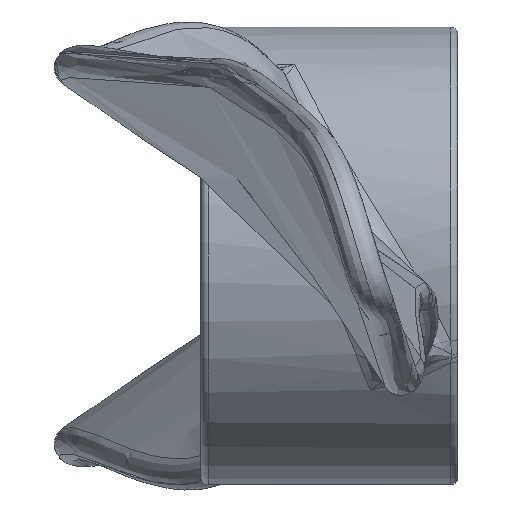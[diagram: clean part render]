
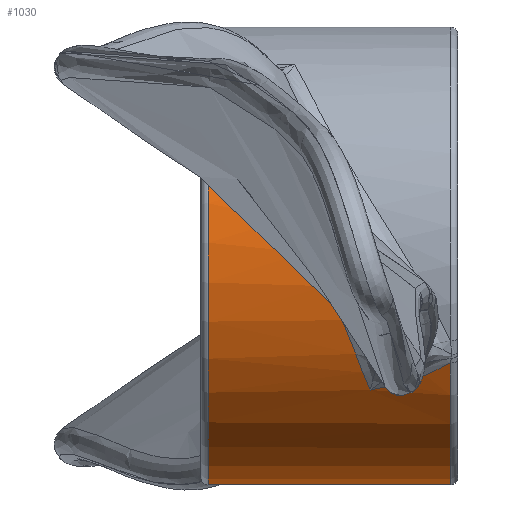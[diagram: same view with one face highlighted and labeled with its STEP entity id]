
A CAD part, left-side view. The second image highlights one B-rep face of the part: STEP entity #1030.
In plain terms, the highlighted cylindrical face has radius 6.25 mm (diameter 12.5 mm), a partial arc.
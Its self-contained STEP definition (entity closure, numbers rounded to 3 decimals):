
#117=B_SPLINE_CURVE_WITH_KNOTS('',3,(#2483,#2484,#2485,#2486,#2487,#2488,
#2489,#2490,#2491,#2492,#2493,#2494,#2495,#2496,#2497,#2498,#2499,#2500,
#2501,#2502),.UNSPECIFIED.,.F.,.F.,(4,2,2,2,2,2,2,2,2,4),(-0.983,
-0.894,-0.805,-0.718,-0.629,
-0.448,-0.249,-0.224,-0.046,
-0.039),.UNSPECIFIED.);
#118=B_SPLINE_CURVE_WITH_KNOTS('',3,(#2504,#2505,#2506,#2507,#2508,#2509,
#2510,#2511),.UNSPECIFIED.,.F.,.F.,(4,2,2,4),(-0.05,-0.046,
-0.001,0.039),.UNSPECIFIED.);
#123=B_SPLINE_CURVE_WITH_KNOTS('',3,(#2556,#2557,#2558,#2559),
 .UNSPECIFIED.,.F.,.F.,(4,4),(-0.079,0.042),
 .UNSPECIFIED.);
#124=B_SPLINE_CURVE_WITH_KNOTS('',3,(#2560,#2561,#2562,#2563),
 .UNSPECIFIED.,.F.,.F.,(4,4),(-0.196,-0.079),
 .UNSPECIFIED.);
#125=B_SPLINE_CURVE_WITH_KNOTS('',3,(#2565,#2566,#2567,#2568,#2569),
 .UNSPECIFIED.,.F.,.F.,(4,1,4),(-0.426,-0.283,-0.185),
 .UNSPECIFIED.);
#126=B_SPLINE_CURVE_WITH_KNOTS('',3,(#2570,#2571,#2572,#2573,#2574,#2575,
#2576,#2577,#2578,#2579,#2580,#2581,#2582,#2583,#2584,#2585,#2586,#2587,
#2588,#2589,#2590,#2591),.UNSPECIFIED.,.F.,.F.,(4,2,2,2,2,2,2,2,2,2,4),
(0.137,0.182,0.278,0.462,
0.633,0.717,0.801,0.886,
0.975,1.178,1.182),.UNSPECIFIED.);
#182=CYLINDRICAL_SURFACE('',#1137,6.25);
#213=FACE_OUTER_BOUND('',#282,.T.);
#282=EDGE_LOOP('',(#812,#813,#814,#815,#816,#817,#818,#819));
#343=CIRCLE('',#1112,6.25);
#360=CIRCLE('',#1133,6.25);
#408=VERTEX_POINT('',#1461);
#409=VERTEX_POINT('',#1468);
#434=VERTEX_POINT('',#2065);
#437=VERTEX_POINT('',#2070);
#449=VERTEX_POINT('',#2482);
#450=VERTEX_POINT('',#2503);
#454=VERTEX_POINT('',#2555);
#455=VERTEX_POINT('',#2564);
#521=EDGE_CURVE('',#409,#408,#343,.T.);
#561=EDGE_CURVE('',#437,#434,#360,.T.);
#581=EDGE_CURVE('',#434,#449,#117,.T.);
#582=EDGE_CURVE('',#450,#449,#118,.T.);
#587=EDGE_CURVE('',#454,#409,#123,.T.);
#588=EDGE_CURVE('',#450,#454,#124,.T.);
#589=EDGE_CURVE('',#455,#437,#125,.T.);
#590=EDGE_CURVE('',#408,#455,#126,.T.);
#812=ORIENTED_EDGE('',*,*,#521,.F.);
#813=ORIENTED_EDGE('',*,*,#587,.F.);
#814=ORIENTED_EDGE('',*,*,#588,.F.);
#815=ORIENTED_EDGE('',*,*,#582,.T.);
#816=ORIENTED_EDGE('',*,*,#581,.F.);
#817=ORIENTED_EDGE('',*,*,#561,.F.);
#818=ORIENTED_EDGE('',*,*,#589,.F.);
#819=ORIENTED_EDGE('',*,*,#590,.F.);
#1030=ADVANCED_FACE('',(#213),#182,.T.);
#1112=AXIS2_PLACEMENT_3D('',#1470,#1226,#1227);
#1133=AXIS2_PLACEMENT_3D('',#2072,#1268,#1269);
#1137=AXIS2_PLACEMENT_3D('',#2554,#1276,#1277);
#1226=DIRECTION('center_axis',(0.,1.,0.));
#1227=DIRECTION('ref_axis',(-0.773,0.,-0.634));
#1268=DIRECTION('center_axis',(0.,-1.,0.));
#1269=DIRECTION('ref_axis',(0.446,0.,-0.895));
#1276=DIRECTION('center_axis',(0.,1.,0.));
#1277=DIRECTION('ref_axis',(-0.187,0.,-0.982));
#1461=CARTESIAN_POINT('',(-4.557,6.8,4.278));
#1468=CARTESIAN_POINT('',(3.698,6.8,-5.039));
#1470=CARTESIAN_POINT('Origin',(0.,6.8,0.));
#2065=CARTESIAN_POINT('',(5.809,0.2,2.307));
#2070=CARTESIAN_POINT('',(-5.531,0.2,-2.91));
#2072=CARTESIAN_POINT('Origin',(0.,0.2,0.));
#2482=CARTESIAN_POINT('',(4.046,4.19,-4.763));
#2483=CARTESIAN_POINT('Ctrl Pts',(5.809,0.2,2.307));
#2484=CARTESIAN_POINT('Ctrl Pts',(5.902,0.305,2.071));
#2485=CARTESIAN_POINT('Ctrl Pts',(5.98,0.42,1.833));
#2486=CARTESIAN_POINT('Ctrl Pts',(6.106,0.664,1.357));
#2487=CARTESIAN_POINT('Ctrl Pts',(6.154,0.792,1.119));
#2488=CARTESIAN_POINT('Ctrl Pts',(6.221,1.056,0.646));
#2489=CARTESIAN_POINT('Ctrl Pts',(6.241,1.192,0.411));
#2490=CARTESIAN_POINT('Ctrl Pts',(6.254,1.471,-0.059));
#2491=CARTESIAN_POINT('Ctrl Pts',(6.247,1.614,-0.294));
#2492=CARTESIAN_POINT('Ctrl Pts',(6.187,2.053,-1.007));
#2493=CARTESIAN_POINT('Ctrl Pts',(6.091,2.352,-1.481));
#2494=CARTESIAN_POINT('Ctrl Pts',(5.774,2.946,-2.452));
#2495=CARTESIAN_POINT('Ctrl Pts',(5.539,3.237,-2.948));
#2496=CARTESIAN_POINT('Ctrl Pts',(5.195,3.524,-3.476));
#2497=CARTESIAN_POINT('Ctrl Pts',(5.155,3.555,-3.535));
#2498=CARTESIAN_POINT('Ctrl Pts',(4.825,3.806,-4.004));
#2499=CARTESIAN_POINT('Ctrl Pts',(4.481,3.994,-4.388));
#2500=CARTESIAN_POINT('Ctrl Pts',(4.076,4.176,-4.738));
#2501=CARTESIAN_POINT('Ctrl Pts',(4.061,4.183,-4.751));
#2502=CARTESIAN_POINT('Ctrl Pts',(4.046,4.19,-4.763));
#2503=CARTESIAN_POINT('',(3.421,4.448,-5.23));
#2504=CARTESIAN_POINT('Ctrl Pts',(3.421,4.448,-5.23));
#2505=CARTESIAN_POINT('Ctrl Pts',(3.431,4.444,-5.224));
#2506=CARTESIAN_POINT('Ctrl Pts',(3.44,4.441,-5.218));
#2507=CARTESIAN_POINT('Ctrl Pts',(3.559,4.395,-5.139));
#2508=CARTESIAN_POINT('Ctrl Pts',(3.666,4.352,-5.063));
#2509=CARTESIAN_POINT('Ctrl Pts',(3.864,4.269,-4.914));
#2510=CARTESIAN_POINT('Ctrl Pts',(3.956,4.23,-4.84));
#2511=CARTESIAN_POINT('Ctrl Pts',(4.046,4.19,-4.763));
#2554=CARTESIAN_POINT('Origin',(0.,0.,0.));
#2555=CARTESIAN_POINT('',(3.516,5.618,-5.167));
#2556=CARTESIAN_POINT('Ctrl Pts',(3.516,5.618,-5.167));
#2557=CARTESIAN_POINT('Ctrl Pts',(3.561,6.016,-5.137));
#2558=CARTESIAN_POINT('Ctrl Pts',(3.62,6.412,-5.096));
#2559=CARTESIAN_POINT('Ctrl Pts',(3.698,6.8,-5.039));
#2560=CARTESIAN_POINT('Ctrl Pts',(3.421,4.448,-5.23));
#2561=CARTESIAN_POINT('Ctrl Pts',(3.443,4.839,-5.216));
#2562=CARTESIAN_POINT('Ctrl Pts',(3.473,5.23,-5.196));
#2563=CARTESIAN_POINT('Ctrl Pts',(3.516,5.618,-5.167));
#2564=CARTESIAN_POINT('',(-5.072,2.391,-3.652));
#2565=CARTESIAN_POINT('Ctrl Pts',(-5.072,2.391,-3.652));
#2566=CARTESIAN_POINT('Ctrl Pts',(-5.126,1.923,-3.577));
#2567=CARTESIAN_POINT('Ctrl Pts',(-5.251,1.148,-3.401));
#2568=CARTESIAN_POINT('Ctrl Pts',(-5.449,0.462,-3.066));
#2569=CARTESIAN_POINT('Ctrl Pts',(-5.531,0.2,-2.91));
#2570=CARTESIAN_POINT('Ctrl Pts',(-4.557,6.8,4.278));
#2571=CARTESIAN_POINT('Ctrl Pts',(-4.644,6.75,4.185));
#2572=CARTESIAN_POINT('Ctrl Pts',(-4.728,6.698,4.089));
#2573=CARTESIAN_POINT('Ctrl Pts',(-4.984,6.529,3.781));
#2574=CARTESIAN_POINT('Ctrl Pts',(-5.143,6.405,3.561));
#2575=CARTESIAN_POINT('Ctrl Pts',(-5.558,6.017,2.904));
#2576=CARTESIAN_POINT('Ctrl Pts',(-5.769,5.727,2.453));
#2577=CARTESIAN_POINT('Ctrl Pts',(-6.067,5.136,1.565));
#2578=CARTESIAN_POINT('Ctrl Pts',(-6.163,4.839,1.13));
#2579=CARTESIAN_POINT('Ctrl Pts',(-6.236,4.404,0.469));
#2580=CARTESIAN_POINT('Ctrl Pts',(-6.249,4.262,0.25));
#2581=CARTESIAN_POINT('Ctrl Pts',(-6.251,3.985,-0.193));
#2582=CARTESIAN_POINT('Ctrl Pts',(-6.24,3.85,-0.417));
#2583=CARTESIAN_POINT('Ctrl Pts',(-6.193,3.589,-0.871));
#2584=CARTESIAN_POINT('Ctrl Pts',(-6.157,3.465,-1.102));
#2585=CARTESIAN_POINT('Ctrl Pts',(-6.053,3.228,-1.575));
#2586=CARTESIAN_POINT('Ctrl Pts',(-5.985,3.118,-1.818));
#2587=CARTESIAN_POINT('Ctrl Pts',(-5.71,2.793,-2.608));
#2588=CARTESIAN_POINT('Ctrl Pts',(-5.434,2.617,-3.143));
#2589=CARTESIAN_POINT('Ctrl Pts',(-5.087,2.4,-3.631));
#2590=CARTESIAN_POINT('Ctrl Pts',(-5.08,2.396,-3.641));
#2591=CARTESIAN_POINT('Ctrl Pts',(-5.072,2.391,-3.652));
